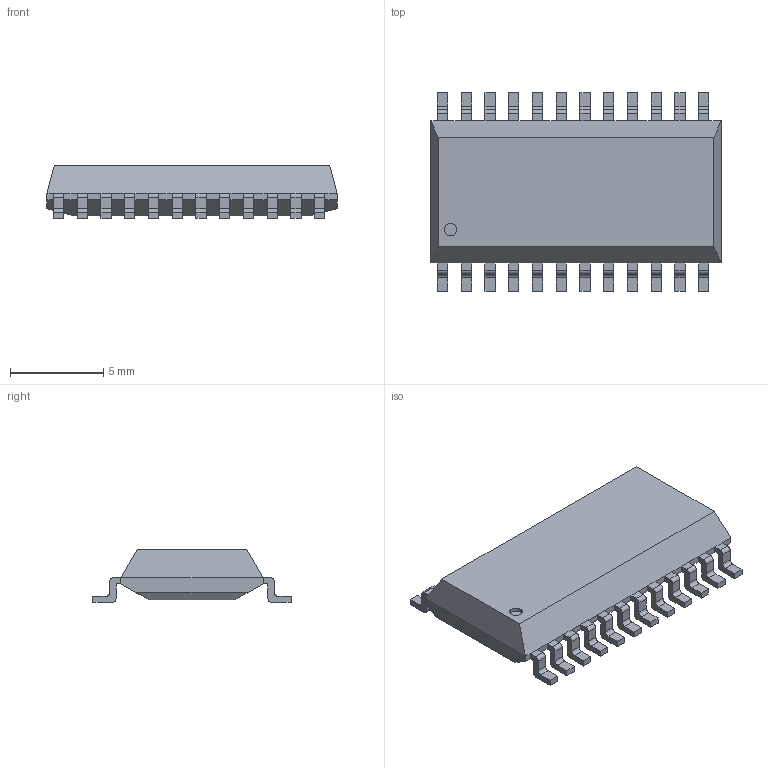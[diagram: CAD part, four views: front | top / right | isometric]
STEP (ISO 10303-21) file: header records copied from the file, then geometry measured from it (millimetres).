
FILE_DESCRIPTION (( 'STEP AP214' ), '1' );
FILE_NAME ('SOP24.STEP', '2012-04-11T11:11:45', ( '微软用户' ), ( '微软中国' ), 'SwSTEP 2.0', 'SolidWorks 2011', '' );
FILE_SCHEMA (( 'AUTOMOTIVE_DESIGN' ));
Length unit declared in the file: millimetre
Products named in the file (1): SOP24
Bounding box: 15.54 x 10.6 x 2.83 mm (x, y, z)
Volume: 282.4 mm3; surface area: 409.8 mm2
Topology: 1 solids, 1 shells, 329 faces, 878 edges, 552 vertices
Faces by surface type: plane 255, cylinder 74
Entity records: 10492 total; most frequent: CARTESIAN_POINT 1760, ORIENTED_EDGE 1756, DIRECTION 1686, EDGE_CURVE 878, VECTOR 730, LINE 730, VERTEX_POINT 552, AXIS2_PLACEMENT_3D 478
